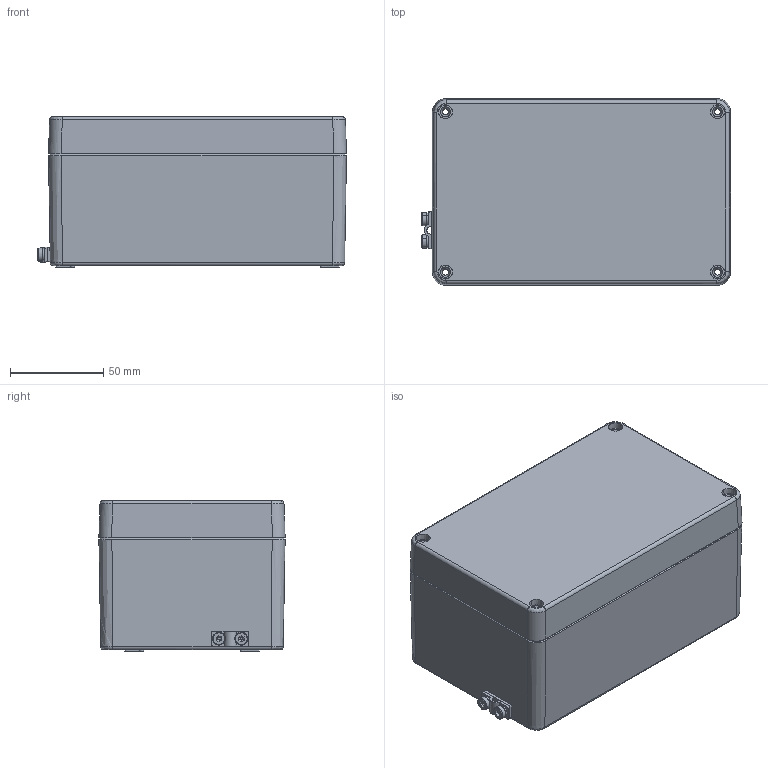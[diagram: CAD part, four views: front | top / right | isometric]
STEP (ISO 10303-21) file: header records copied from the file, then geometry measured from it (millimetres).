
FILE_DESCRIPTION(('FreeCAD Model'),'2;1');
FILE_NAME('GBAEX016010081.step', '2026-03-27T11:47:03',('Author'),(''), 'Open CASCADE STEP processor 7.3','FreeCAD','Unknown');
FILE_SCHEMA(('AUTOMOTIVE_DESIGN { 1 0 10303 214 1 1 1 1 }'));
Length unit declared in the file: millimetre
Products named in the file (4): GBAEX016010081; ALU_BASE_16010081; ALU_LID_16010081; M4_DOUBLE_EARTHING
Assembly tree (3 placements, depth 2):
  GBAEX016010081
    ALU_BASE_16010081
    ALU_LID_16010081
    M4_DOUBLE_EARTHING
Bounding box: 165.88 x 99.99 x 81 mm (x, y, z)
Volume: 287250 mm3; surface area: 152581.4 mm2
Topology: 2 solids, 11 shells, 850 faces, 2990 edges, 4810 vertices
Faces by surface type: cylinder 368, plane 264, bspline 124, cone 86, torus 8
Entity records: 48905 total; most frequent: CARTESIAN_POINT 23576, DIRECTION 4289, ORIENTED_EDGE 4120, EDGE_CURVE 2093, AXIS2_PLACEMENT_3D 1459, LINE 1371, VECTOR 1371, VERTEX_POINT 1322
